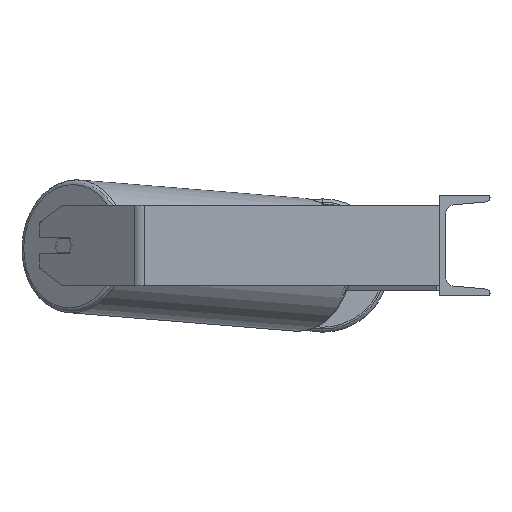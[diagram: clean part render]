
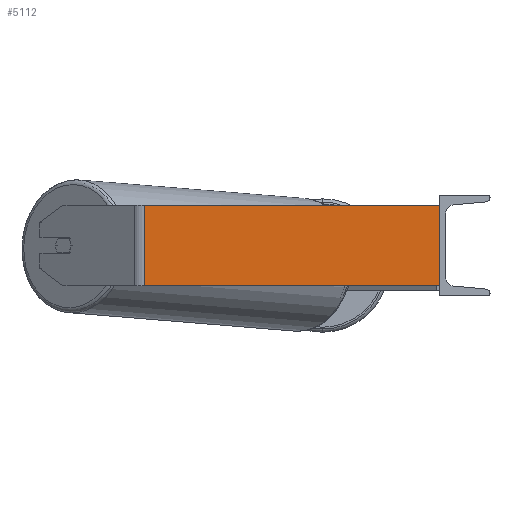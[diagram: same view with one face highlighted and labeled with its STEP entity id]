
A CAD part, left-side view. The second image highlights one B-rep face of the part: STEP entity #5112.
In plain terms, the highlighted planar face has unit normal (-1, 0, 0).
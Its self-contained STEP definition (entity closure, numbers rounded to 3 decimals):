
#258 = VERTEX_POINT ( 'NONE', #1354 ) ;
#708 = CARTESIAN_POINT ( 'NONE',  ( -585., 300.029, 40. ) ) ;
#937 = DIRECTION ( 'NONE',  ( 1., 0., 0. ) ) ;
#1046 = EDGE_CURVE ( 'NONE', #3592, #1446, #2794, .T. ) ;
#1211 = CARTESIAN_POINT ( 'NONE',  ( -585., 0., 40. ) ) ;
#1313 = VECTOR ( 'NONE', #2150, 1000. ) ;
#1354 = CARTESIAN_POINT ( 'NONE',  ( -585., 294.205, -40. ) ) ;
#1368 = FACE_OUTER_BOUND ( 'NONE', #4924, .T. ) ;
#1388 = LINE ( 'NONE', #8293, #4402 ) ;
#1405 = EDGE_CURVE ( 'NONE', #2083, #258, #5510, .T. ) ;
#1446 = VERTEX_POINT ( 'NONE', #1471 ) ;
#1471 = CARTESIAN_POINT ( 'NONE',  ( -585., 0., -40. ) ) ;
#1821 = CARTESIAN_POINT ( 'NONE',  ( -585., 294.205, 40. ) ) ;
#2083 = VERTEX_POINT ( 'NONE', #1821 ) ;
#2150 = DIRECTION ( 'NONE',  ( 0., 0., -1. ) ) ;
#2206 = CARTESIAN_POINT ( 'NONE',  ( -585., 0., 40. ) ) ;
#2470 = VECTOR ( 'NONE', #5572, 1000. ) ;
#2794 = LINE ( 'NONE', #2206, #2470 ) ;
#3476 = DIRECTION ( 'NONE',  ( 0., -1., 0. ) ) ;
#3592 = VERTEX_POINT ( 'NONE', #1211 ) ;
#4058 = ORIENTED_EDGE ( 'NONE', *, *, #7814, .T. ) ;
#4158 = EDGE_CURVE ( 'NONE', #2083, #3592, #6945, .T. ) ;
#4332 = DIRECTION ( 'NONE',  ( 0., 1., 0. ) ) ;
#4402 = VECTOR ( 'NONE', #8889, 1000. ) ;
#4614 = ORIENTED_EDGE ( 'NONE', *, *, #1046, .F. ) ;
#4924 = EDGE_LOOP ( 'NONE', ( #4058, #4614, #6686, #6126 ) ) ;
#5112 = ADVANCED_FACE ( 'NONE', ( #1368 ), #7168, .F. ) ;
#5510 = LINE ( 'NONE', #6337, #1313 ) ;
#5572 = DIRECTION ( 'NONE',  ( 0., 0., -1. ) ) ;
#6126 = ORIENTED_EDGE ( 'NONE', *, *, #1405, .T. ) ;
#6337 = CARTESIAN_POINT ( 'NONE',  ( -585., 294.205, 40. ) ) ;
#6686 = ORIENTED_EDGE ( 'NONE', *, *, #4158, .F. ) ;
#6945 = LINE ( 'NONE', #708, #8731 ) ;
#7168 = PLANE ( 'NONE',  #8024 ) ;
#7801 = CARTESIAN_POINT ( 'NONE',  ( -585., 300.029, 40. ) ) ;
#7814 = EDGE_CURVE ( 'NONE', #258, #1446, #1388, .T. ) ;
#8024 = AXIS2_PLACEMENT_3D ( 'NONE', #7801, #937, #4332 ) ;
#8293 = CARTESIAN_POINT ( 'NONE',  ( -585., 300.029, -40. ) ) ;
#8731 = VECTOR ( 'NONE', #3476, 1000. ) ;
#8889 = DIRECTION ( 'NONE',  ( 0., -1., 0. ) ) ;
